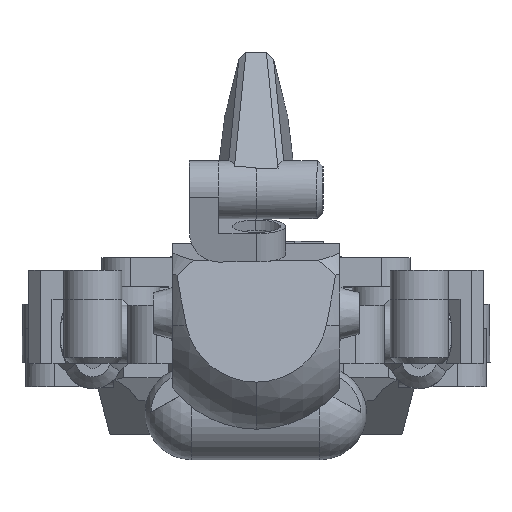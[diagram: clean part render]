
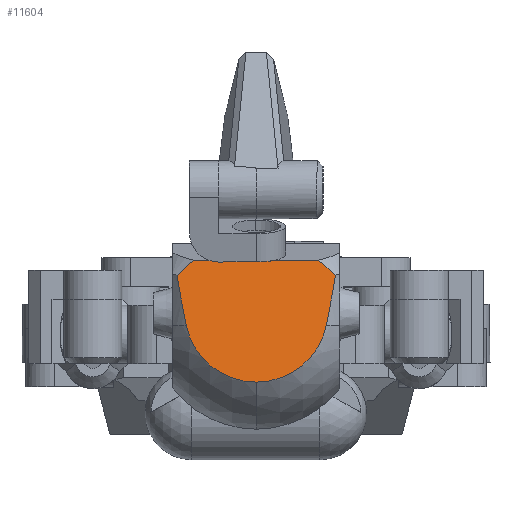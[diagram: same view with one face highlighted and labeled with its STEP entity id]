
A CAD part, top view. The second image highlights one B-rep face of the part: STEP entity #11604.
In plain terms, the highlighted planar face has unit normal (0, 0.174, 0.985).
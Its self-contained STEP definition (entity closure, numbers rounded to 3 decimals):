
#92=B_SPLINE_CURVE_WITH_KNOTS('',3,(#17514,#17515,#17516,#17517,#17518,
#17519,#17520,#17521,#17522,#17523),.UNSPECIFIED.,.F.,.F.,(4,3,3,4),(-0.223,
-0.158,-0.082,-0.038),
 .UNSPECIFIED.);
#93=B_SPLINE_CURVE_WITH_KNOTS('',3,(#17527,#17528,#17529,#17530,#17531,
#17532,#17533,#17534,#17535,#17536),.UNSPECIFIED.,.F.,.F.,(4,3,3,4),(-2.302,
-2.209,-2.108,-2.049),.UNSPECIFIED.);
#205=ELLIPSE('',#12458,52.981,9.2);
#206=ELLIPSE('',#12460,52.981,9.2);
#602=PLANE('',#12459);
#1212=FACE_OUTER_BOUND('',#1895,.T.);
#1895=EDGE_LOOP('',(#8417,#8418,#8419,#8420,#8421,#8422,#8423));
#2708=LINE('',#17188,#3746);
#3746=VECTOR('',#13759,10.);
#4761=CIRCLE('',#12455,6.146);
#4763=CIRCLE('',#12461,6.146);
#5221=VERTEX_POINT('',#17186);
#5222=VERTEX_POINT('',#17187);
#5290=VERTEX_POINT('',#17500);
#5291=VERTEX_POINT('',#17502);
#5292=VERTEX_POINT('',#17506);
#5293=VERTEX_POINT('',#17513);
#5294=VERTEX_POINT('',#17524);
#6399=EDGE_CURVE('',#5221,#5222,#2708,.T.);
#6494=EDGE_CURVE('',#5291,#5290,#4761,.F.);
#6496=EDGE_CURVE('',#5290,#5292,#205,.F.);
#6498=EDGE_CURVE('',#5293,#5222,#92,.F.);
#6499=EDGE_CURVE('',#5294,#5293,#206,.T.);
#6500=EDGE_CURVE('',#5291,#5294,#4763,.T.);
#6501=EDGE_CURVE('',#5292,#5221,#93,.T.);
#8417=ORIENTED_EDGE('',*,*,#6399,.T.);
#8418=ORIENTED_EDGE('',*,*,#6498,.F.);
#8419=ORIENTED_EDGE('',*,*,#6499,.F.);
#8420=ORIENTED_EDGE('',*,*,#6500,.F.);
#8421=ORIENTED_EDGE('',*,*,#6494,.T.);
#8422=ORIENTED_EDGE('',*,*,#6496,.T.);
#8423=ORIENTED_EDGE('',*,*,#6501,.T.);
#11604=ADVANCED_FACE('',(#1212),#602,.F.);
#12455=AXIS2_PLACEMENT_3D('',#17503,#13916,#13917);
#12458=AXIS2_PLACEMENT_3D('',#17507,#13922,#13923);
#12459=AXIS2_PLACEMENT_3D('',#17512,#13924,#13925);
#12460=AXIS2_PLACEMENT_3D('',#17525,#13926,#13927);
#12461=AXIS2_PLACEMENT_3D('',#17526,#13928,#13929);
#13759=DIRECTION('',(-1.,0.,0.));
#13916=DIRECTION('center_axis',(0.,-0.174,
-0.985));
#13917=DIRECTION('ref_axis',(0.,-0.985,0.174));
#13922=DIRECTION('center_axis',(0.,-0.174,
-0.985));
#13923=DIRECTION('ref_axis',(0.,-0.985,0.174));
#13924=DIRECTION('center_axis',(0.,-0.174,
-0.985));
#13925=DIRECTION('ref_axis',(-1.,0.,0.));
#13926=DIRECTION('center_axis',(0.,-0.174,
-0.985));
#13927=DIRECTION('ref_axis',(0.,-0.985,0.174));
#13928=DIRECTION('center_axis',(0.,-0.174,
-0.985));
#13929=DIRECTION('ref_axis',(0.,-0.985,0.174));
#17186=CARTESIAN_POINT('',(5.348,3.708,35.79));
#17187=CARTESIAN_POINT('',(-5.348,3.708,35.79));
#17188=CARTESIAN_POINT('',(0.018,3.708,35.79));
#17500=CARTESIAN_POINT('',(6.008,-1.894,36.778));
#17502=CARTESIAN_POINT('',(0.,-6.757,37.636));
#17503=CARTESIAN_POINT('Origin',(-0.018,-0.705,
36.568));
#17506=CARTESIAN_POINT('',(6.788,2.425,36.017));
#17507=CARTESIAN_POINT('Origin',(-0.018,37.533,29.826));
#17512=CARTESIAN_POINT('Origin',(0.018,-6.075,37.515));
#17513=CARTESIAN_POINT('',(-6.788,2.425,36.017));
#17514=CARTESIAN_POINT('Ctrl Pts',(-5.348,3.708,35.79));
#17515=CARTESIAN_POINT('Ctrl Pts',(-5.52,3.561,35.816));
#17516=CARTESIAN_POINT('Ctrl Pts',(-5.692,3.411,35.843));
#17517=CARTESIAN_POINT('Ctrl Pts',(-5.863,3.26,35.869));
#17518=CARTESIAN_POINT('Ctrl Pts',(-6.062,3.084,35.9));
#17519=CARTESIAN_POINT('Ctrl Pts',(-6.26,2.907,35.932));
#17520=CARTESIAN_POINT('Ctrl Pts',(-6.454,2.73,35.963));
#17521=CARTESIAN_POINT('Ctrl Pts',(-6.567,2.628,35.981));
#17522=CARTESIAN_POINT('Ctrl Pts',(-6.678,2.526,35.999));
#17523=CARTESIAN_POINT('Ctrl Pts',(-6.788,2.425,36.017));
#17524=CARTESIAN_POINT('',(-6.008,-1.894,36.778));
#17525=CARTESIAN_POINT('Origin',(0.018,37.533,29.826));
#17526=CARTESIAN_POINT('Origin',(0.018,-0.705,36.568));
#17527=CARTESIAN_POINT('Ctrl Pts',(6.788,2.425,36.017));
#17528=CARTESIAN_POINT('Ctrl Pts',(6.619,2.58,35.989));
#17529=CARTESIAN_POINT('Ctrl Pts',(6.446,2.738,35.961));
#17530=CARTESIAN_POINT('Ctrl Pts',(6.271,2.896,35.933));
#17531=CARTESIAN_POINT('Ctrl Pts',(6.079,3.069,35.903));
#17532=CARTESIAN_POINT('Ctrl Pts',(5.885,3.242,35.873));
#17533=CARTESIAN_POINT('Ctrl Pts',(5.69,3.412,35.842));
#17534=CARTESIAN_POINT('Ctrl Pts',(5.576,3.512,35.825));
#17535=CARTESIAN_POINT('Ctrl Pts',(5.462,3.61,35.807));
#17536=CARTESIAN_POINT('Ctrl Pts',(5.348,3.708,35.79));
